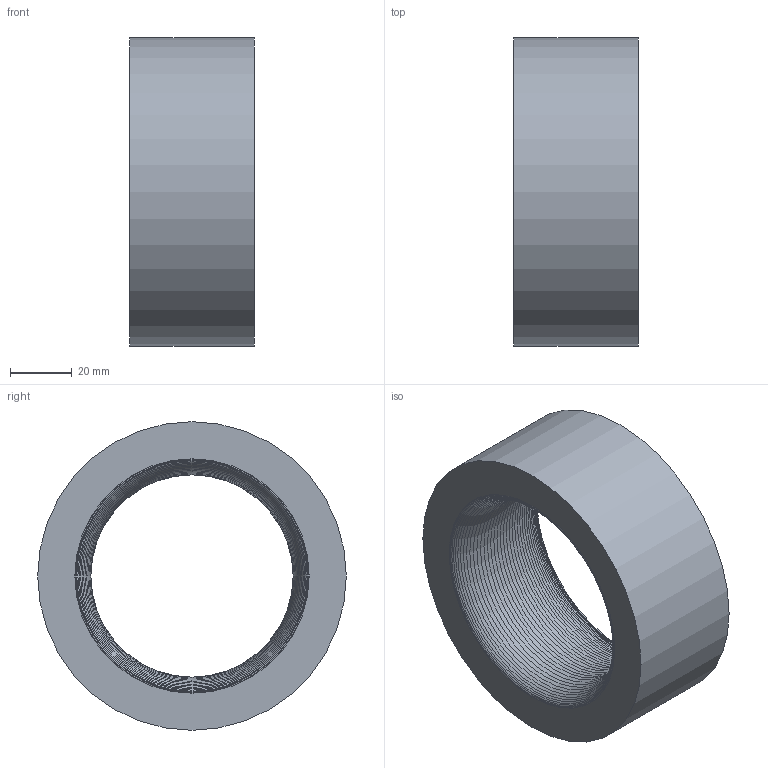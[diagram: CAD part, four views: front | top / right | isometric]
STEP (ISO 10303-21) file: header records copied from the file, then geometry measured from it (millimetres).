
FILE_DESCRIPTION(('FreeCAD Model'),'2;1');
FILE_NAME('InnerCut.step','2015-04-18T22:06:40',('Author'),(''), 'Open CASCADE STEP processor 6.8','FreeCAD','Unknown');
FILE_SCHEMA(('AUTOMOTIVE_DESIGN_CC2 { 1 2 10303 214 -1 1 5 4 }'));
Length unit declared in the file: millimetre
Products named in the file (1): InnerCut
Bounding box: 40.43 x 100.08 x 100.08 mm (x, y, z)
Volume: 166555.7 mm3; surface area: 28661.5 mm2
Topology: 1 solids, 1 shells, 43 faces, 84 edges, 43 vertices
Faces by surface type: cone 40, plane 2, cylinder 1
Full cylindrical faces by diameter (mm): 100.076 x1
Entity records: 2186 total; most frequent: DIRECTION 383, CARTESIAN_POINT 339, LINE 205, VECTOR 205, ORIENTED_EDGE 168, PCURVE 168, DEFINITIONAL_REPRESENTATION 168, AXIS2_PLACEMENT_3D 87
